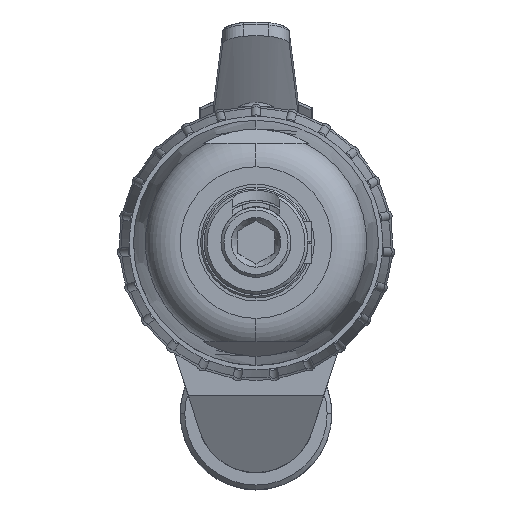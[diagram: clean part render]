
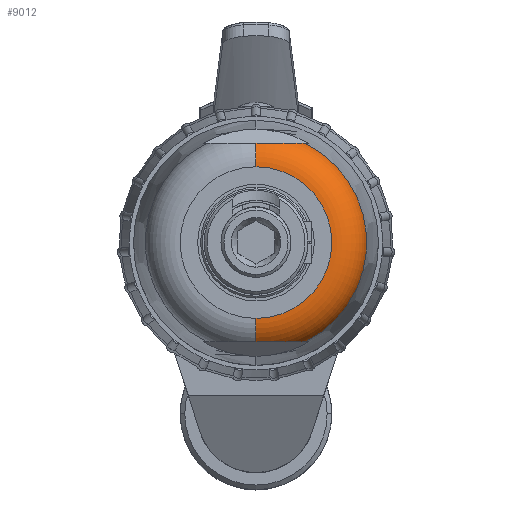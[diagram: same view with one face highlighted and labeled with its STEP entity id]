
A CAD part, top view. The second image highlights one B-rep face of the part: STEP entity #9012.
In plain terms, the highlighted toroidal (fillet/blend) face has major radius 13 mm and minor radius 6 mm.
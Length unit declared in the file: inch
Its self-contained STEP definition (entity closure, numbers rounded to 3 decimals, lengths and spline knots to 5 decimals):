
#906=CARTESIAN_POINT('',(0.,0.,6.49606));
#907=DIRECTION('',(0.,0.,1.));
#908=DIRECTION('',(0.,-1.,0.));
#909=AXIS2_PLACEMENT_3D('',#906,#907,#908);
#926=CARTESIAN_POINT('',(0.,-0.66929,
6.43591));
#927=CARTESIAN_POINT('',(0.01013,-0.66929,
6.43591));
#928=CARTESIAN_POINT('',(0.03021,-0.66929,
6.4355));
#929=CARTESIAN_POINT('',(0.06,-0.66929,
6.43368));
#930=CARTESIAN_POINT('',(0.08889,-0.66929,
6.43068));
#931=CARTESIAN_POINT('',(0.11655,-0.66929,
6.42656));
#932=CARTESIAN_POINT('',(0.1427,-0.66929,
6.42141));
#933=CARTESIAN_POINT('',(0.16713,-0.66929,
6.41532));
#934=CARTESIAN_POINT('',(0.18973,-0.66929,
6.40838));
#935=CARTESIAN_POINT('',(0.21044,-0.66929,
6.40071));
#936=CARTESIAN_POINT('',(0.22925,-0.66929,
6.39243));
#937=CARTESIAN_POINT('',(0.24621,-0.66929,
6.38363));
#938=CARTESIAN_POINT('',(0.26134,-0.66929,
6.37443));
#939=CARTESIAN_POINT('',(0.2746,-0.66929,
6.36503));
#940=CARTESIAN_POINT('',(0.28609,-0.66929,
6.35555));
#941=CARTESIAN_POINT('',(0.29602,-0.66929,
6.34604));
#942=CARTESIAN_POINT('',(0.30453,-0.66929,
6.33654));
#943=CARTESIAN_POINT('',(0.31176,-0.66929,
6.32706));
#944=CARTESIAN_POINT('',(0.31783,-0.66929,
6.31763));
#945=CARTESIAN_POINT('',(0.32283,-0.66929,
6.30826));
#946=CARTESIAN_POINT('',(0.32685,-0.66929,
6.29893));
#947=CARTESIAN_POINT('',(0.32994,-0.66929,
6.28966));
#948=CARTESIAN_POINT('',(0.33143,-0.66929,
6.2835));
#949=CARTESIAN_POINT('',(0.33203,-0.66929,
6.28043));
#951=CARTESIAN_POINT('',(0.,-0.5118,6.25984));
#952=DIRECTION('',(1.,0.,0.));
#953=DIRECTION('',(0.,0.,1.));
#954=AXIS2_PLACEMENT_3D('',#951,#952,#953);
#956=CARTESIAN_POINT('',(0.33203,0.66929,6.28043));
#957=CARTESIAN_POINT('',(0.33143,0.66929,6.28351));
#958=CARTESIAN_POINT('',(0.32994,0.66929,6.28968));
#959=CARTESIAN_POINT('',(0.32684,0.66929,6.29896));
#960=CARTESIAN_POINT('',(0.32281,0.66929,6.3083));
#961=CARTESIAN_POINT('',(0.31779,0.66929,6.31769));
#962=CARTESIAN_POINT('',(0.31171,0.66929,6.32714));
#963=CARTESIAN_POINT('',(0.30445,0.66929,6.33663));
#964=CARTESIAN_POINT('',(0.29591,0.66929,6.34615));
#965=CARTESIAN_POINT('',(0.28596,0.66929,6.35567));
#966=CARTESIAN_POINT('',(0.27442,0.66929,6.36516));
#967=CARTESIAN_POINT('',(0.26112,0.66929,6.37458));
#968=CARTESIAN_POINT('',(0.24594,0.66929,6.38378));
#969=CARTESIAN_POINT('',(0.22894,0.66929,6.39258));
#970=CARTESIAN_POINT('',(0.2101,0.66929,6.40085));
#971=CARTESIAN_POINT('',(0.18937,0.66929,6.4085));
#972=CARTESIAN_POINT('',(0.16677,0.66929,6.41542));
#973=CARTESIAN_POINT('',(0.14236,0.66929,6.42149));
#974=CARTESIAN_POINT('',(0.11625,0.66929,6.42662));
#975=CARTESIAN_POINT('',(0.08864,0.66929,6.43071));
#976=CARTESIAN_POINT('',(0.05983,0.66929,6.43369));
#977=CARTESIAN_POINT('',(0.03012,0.66929,6.4355));
#978=CARTESIAN_POINT('',(0.0101,0.66929,6.43591));
#979=CARTESIAN_POINT('',(0.,0.66929,
6.43591));
#985=CARTESIAN_POINT('',(0.33203,-0.66929,
6.28043));
#992=CARTESIAN_POINT('',(0.,0.,6.28043));
#993=DIRECTION('',(0.,0.,1.));
#994=DIRECTION('',(0.444,-0.896,0.));
#995=AXIS2_PLACEMENT_3D('',#992,#993,#994);
#1002=CARTESIAN_POINT('',(0.33203,0.66929,
6.28043));
#6079=CARTESIAN_POINT('',(0.,-0.66929,
6.43591));
#6081=CARTESIAN_POINT('',(0.,0.66929,
6.43591));
#6106=CARTESIAN_POINT('',(0.,0.5118,6.25984));
#6107=DIRECTION('',(-1.,0.,0.));
#6108=DIRECTION('',(0.,0.,1.));
#6109=AXIS2_PLACEMENT_3D('',#6106,#6107,#6108);
#7130=CARTESIAN_POINT('',(0.,-0.5118,6.49606));
#7131=CARTESIAN_POINT('',(0.,0.5118,6.49606));
#7132=VERTEX_POINT('',#7130);
#7133=VERTEX_POINT('',#7131);
#7138=VERTEX_POINT('',#1002);
#7139=VERTEX_POINT('',#6081);
#7146=VERTEX_POINT('',#985);
#7147=VERTEX_POINT('',#6079);
#8994=CARTESIAN_POINT('',(0.,0.,6.25984));
#8995=DIRECTION('',(0.,0.,1.));
#8996=DIRECTION('',(-0.006,-1.,0.));
#8997=AXIS2_PLACEMENT_3D('',#8994,#8995,#8996);
#8998=TOROIDAL_SURFACE('',#8997,0.5118,0.23622);
#9000=ORIENTED_EDGE('',*,*,#8999,.F.);
#9002=ORIENTED_EDGE('',*,*,#9001,.F.);
#9003=ORIENTED_EDGE('',*,*,#8982,.T.);
#9005=ORIENTED_EDGE('',*,*,#9004,.T.);
#9007=ORIENTED_EDGE('',*,*,#9006,.F.);
#9009=ORIENTED_EDGE('',*,*,#9008,.F.);
#9010=EDGE_LOOP('',(#9000,#9002,#9003,#9005,#9007,#9009));
#9011=FACE_OUTER_BOUND('',#9010,.F.);
#9012=ADVANCED_FACE('',(#9011),#8998,.T.);
#910=CIRCLE('',#909,0.5118);
#950=B_SPLINE_CURVE_WITH_KNOTS('',3,(#926,#927,#928,#929,#930,#931,#932,#933,
#934,#935,#936,#937,#938,#939,#940,#941,#942,#943,#944,#945,#946,#947,#948,
#949),.UNSPECIFIED.,.F.,.F.,(4,1,1,1,1,1,1,1,1,1,1,1,1,1,1,1,1,1,1,1,1,4),(0.,
0.04762,0.09524,0.14286,0.19048,
0.2381,0.28571,0.33333,0.38095,
0.42857,0.47619,0.52381,0.57143,
0.61905,0.66667,0.71429,0.7619,
0.80952,0.85714,0.90476,0.95238,1.),
.UNSPECIFIED.);
#955=CIRCLE('',#954,0.23622);
#980=B_SPLINE_CURVE_WITH_KNOTS('',3,(#956,#957,#958,#959,#960,#961,#962,#963,
#964,#965,#966,#967,#968,#969,#970,#971,#972,#973,#974,#975,#976,#977,#978,
#979),.UNSPECIFIED.,.F.,.F.,(4,1,1,1,1,1,1,1,1,1,1,1,1,1,1,1,1,1,1,1,1,4),(0.,
0.04762,0.09524,0.14286,0.19048,
0.2381,0.28571,0.33333,0.38095,
0.42857,0.47619,0.52381,0.57143,
0.61905,0.66667,0.71429,0.7619,
0.80952,0.85714,0.90476,0.95238,1.),
.UNSPECIFIED.);
#996=CIRCLE('',#995,0.74713);
#6110=CIRCLE('',#6109,0.23622);
#8982=EDGE_CURVE('',#7132,#7133,#910,.T.);
#8999=EDGE_CURVE('',#7147,#7146,#950,.T.);
#9001=EDGE_CURVE('',#7132,#7147,#955,.T.);
#9004=EDGE_CURVE('',#7133,#7139,#6110,.T.);
#9006=EDGE_CURVE('',#7138,#7139,#980,.T.);
#9008=EDGE_CURVE('',#7146,#7138,#996,.T.);
